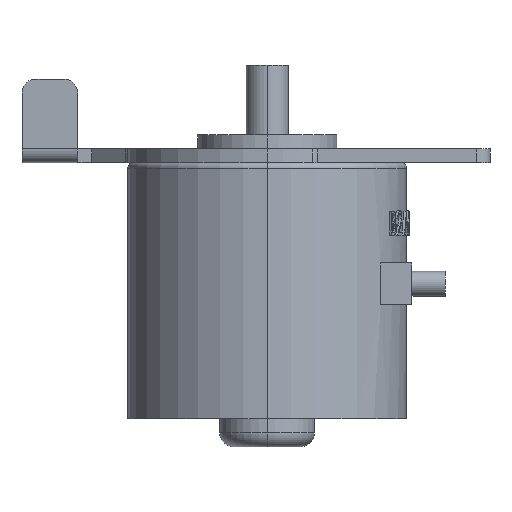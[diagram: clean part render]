
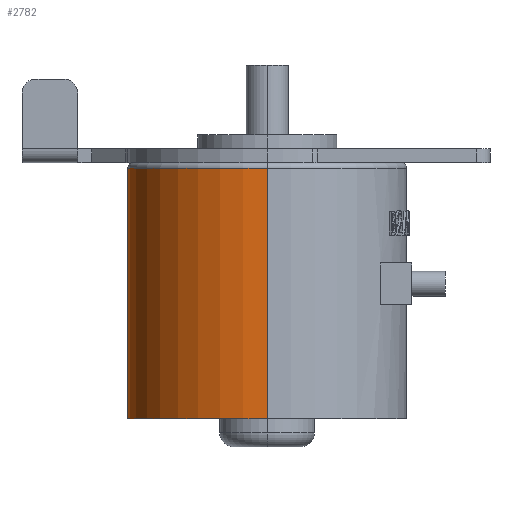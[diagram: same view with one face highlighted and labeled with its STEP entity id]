
A CAD part, left-side view. The second image highlights one B-rep face of the part: STEP entity #2782.
In plain terms, the highlighted cylindrical face has radius 5 mm (diameter 10 mm), a partial arc.
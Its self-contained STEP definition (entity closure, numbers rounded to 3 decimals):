
#4 = VERTEX_POINT ( 'NONE', #5562 ) ;
#12 = AXIS2_PLACEMENT_3D ( 'NONE', #3363, #6277, #5658 ) ;
#81 = VECTOR ( 'NONE', #8002, 1000. ) ;
#246 = CARTESIAN_POINT ( 'NONE',  ( 0., 0., 10. ) ) ;
#569 = VECTOR ( 'NONE', #4950, 1000. ) ;
#778 = LINE ( 'NONE', #7741, #569 ) ;
#1214 = VERTEX_POINT ( 'NONE', #4906 ) ;
#1654 = CYLINDRICAL_SURFACE ( 'NONE', #12, 5. ) ;
#1704 = CARTESIAN_POINT ( 'NONE',  ( 0., 0., 1. ) ) ;
#1999 = EDGE_CURVE ( 'NONE', #1214, #8840, #2916, .T. ) ;
#2432 = ORIENTED_EDGE ( 'NONE', *, *, #5314, .F. ) ;
#2782 = ADVANCED_FACE ( 'NONE', ( #4258 ), #1654, .T. ) ;
#2916 = CIRCLE ( 'NONE', #3173, 5. ) ;
#3173 = AXIS2_PLACEMENT_3D ( 'NONE', #1704, #8071, #8793 ) ;
#3348 = EDGE_CURVE ( 'NONE', #4, #8840, #778, .T. ) ;
#3363 = CARTESIAN_POINT ( 'NONE',  ( 0., 0., 0. ) ) ;
#3657 = CIRCLE ( 'NONE', #9332, 5. ) ;
#4027 = VERTEX_POINT ( 'NONE', #6794 ) ;
#4128 = ORIENTED_EDGE ( 'NONE', *, *, #8629, .T. ) ;
#4258 = FACE_OUTER_BOUND ( 'NONE', #9280, .T. ) ;
#4661 = ORIENTED_EDGE ( 'NONE', *, *, #1999, .F. ) ;
#4856 = LINE ( 'NONE', #6563, #81 ) ;
#4906 = CARTESIAN_POINT ( 'NONE',  ( -5., 0., 1. ) ) ;
#4950 = DIRECTION ( 'NONE',  ( 0., 0., -1. ) ) ;
#5314 = EDGE_CURVE ( 'NONE', #4027, #1214, #4856, .T. ) ;
#5562 = CARTESIAN_POINT ( 'NONE',  ( 5., 0., 10. ) ) ;
#5658 = DIRECTION ( 'NONE',  ( -1., 0., 0. ) ) ;
#6277 = DIRECTION ( 'NONE',  ( 0., 0., -1. ) ) ;
#6462 = ORIENTED_EDGE ( 'NONE', *, *, #3348, .T. ) ;
#6563 = CARTESIAN_POINT ( 'NONE',  ( -5., 0., 0. ) ) ;
#6794 = CARTESIAN_POINT ( 'NONE',  ( -5., 0., 10. ) ) ;
#7416 = DIRECTION ( 'NONE',  ( -1., 0., 0. ) ) ;
#7741 = CARTESIAN_POINT ( 'NONE',  ( 5., 0., 0. ) ) ;
#8002 = DIRECTION ( 'NONE',  ( 0., 0., -1. ) ) ;
#8067 = DIRECTION ( 'NONE',  ( 0., 0., -1. ) ) ;
#8071 = DIRECTION ( 'NONE',  ( 0., 0., -1. ) ) ;
#8629 = EDGE_CURVE ( 'NONE', #4027, #4, #3657, .T. ) ;
#8793 = DIRECTION ( 'NONE',  ( -1., 0., 0. ) ) ;
#8840 = VERTEX_POINT ( 'NONE', #9299 ) ;
#9280 = EDGE_LOOP ( 'NONE', ( #4128, #6462, #4661, #2432 ) ) ;
#9299 = CARTESIAN_POINT ( 'NONE',  ( 5., 0., 1. ) ) ;
#9332 = AXIS2_PLACEMENT_3D ( 'NONE', #246, #8067, #7416 ) ;
